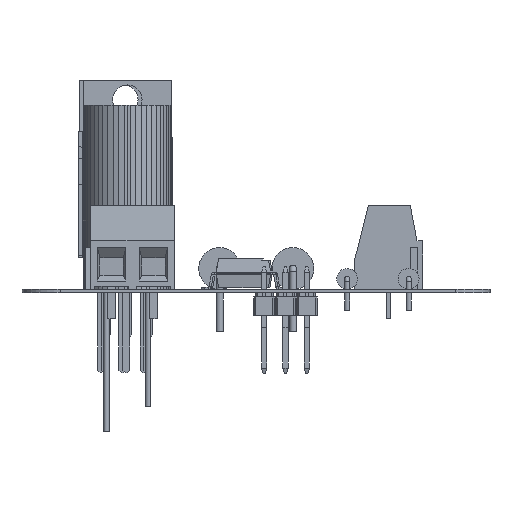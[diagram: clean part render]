
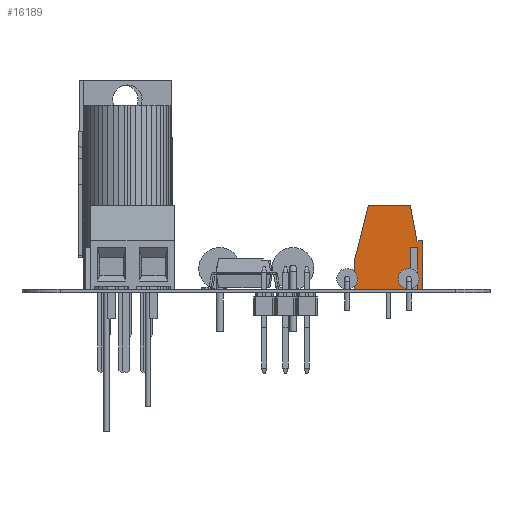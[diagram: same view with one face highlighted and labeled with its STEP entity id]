
A CAD part, left-side view. The second image highlights one B-rep face of the part: STEP entity #16189.
In plain terms, the highlighted planar face has unit normal (-1, 0, 0).
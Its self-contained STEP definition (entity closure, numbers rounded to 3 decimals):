
#16189 = ADVANCED_FACE('',(#16190),#16280,.F.);
#16190 = FACE_BOUND('',#16191,.F.);
#16191 = EDGE_LOOP('',(#16192,#16202,#16210,#16218,#16226,#16234,#16242,
    #16250,#16258,#16266,#16274));
#16192 = ORIENTED_EDGE('',*,*,#16193,.F.);
#16193 = EDGE_CURVE('',#16194,#16196,#16198,.T.);
#16194 = VERTEX_POINT('',#16195);
#16195 = CARTESIAN_POINT('',(-5.,0.,-1.3));
#16196 = VERTEX_POINT('',#16197);
#16197 = CARTESIAN_POINT('',(-5.,0.,-0.8));
#16198 = LINE('',#16199,#16200);
#16199 = CARTESIAN_POINT('',(-5.,0.,-1.3));
#16200 = VECTOR('',#16201,1.);
#16201 = DIRECTION('',(0.,0.,1.));
#16202 = ORIENTED_EDGE('',*,*,#16203,.F.);
#16203 = EDGE_CURVE('',#16204,#16194,#16206,.T.);
#16204 = VERTEX_POINT('',#16205);
#16205 = CARTESIAN_POINT('',(-5.,-5.,-1.3));
#16206 = LINE('',#16207,#16208);
#16207 = CARTESIAN_POINT('',(-5.,-5.,-1.3));
#16208 = VECTOR('',#16209,1.);
#16209 = DIRECTION('',(0.,1.,0.));
#16210 = ORIENTED_EDGE('',*,*,#16211,.T.);
#16211 = EDGE_CURVE('',#16204,#16212,#16214,.T.);
#16212 = VERTEX_POINT('',#16213);
#16213 = CARTESIAN_POINT('',(-5.,-5.,-8.2));
#16214 = LINE('',#16215,#16216);
#16215 = CARTESIAN_POINT('',(-5.,-5.,-1.3));
#16216 = VECTOR('',#16217,1.);
#16217 = DIRECTION('',(0.,0.,-1.));
#16218 = ORIENTED_EDGE('',*,*,#16219,.T.);
#16219 = EDGE_CURVE('',#16212,#16220,#16222,.T.);
#16220 = VERTEX_POINT('',#16221);
#16221 = CARTESIAN_POINT('',(-5.,-1.7,-8.2));
#16222 = LINE('',#16223,#16224);
#16223 = CARTESIAN_POINT('',(-5.,-5.,-8.2));
#16224 = VECTOR('',#16225,1.);
#16225 = DIRECTION('',(0.,1.,0.));
#16226 = ORIENTED_EDGE('',*,*,#16227,.T.);
#16227 = EDGE_CURVE('',#16220,#16228,#16230,.T.);
#16228 = VERTEX_POINT('',#16229);
#16229 = CARTESIAN_POINT('',(-5.,5.,-6.5));
#16230 = LINE('',#16231,#16232);
#16231 = CARTESIAN_POINT('',(-5.,-1.7,-8.2));
#16232 = VECTOR('',#16233,1.);
#16233 = DIRECTION('',(0.,0.969,0.246));
#16234 = ORIENTED_EDGE('',*,*,#16235,.T.);
#16235 = EDGE_CURVE('',#16228,#16236,#16238,.T.);
#16236 = VERTEX_POINT('',#16237);
#16237 = CARTESIAN_POINT('',(-5.,5.,-1.5));
#16238 = LINE('',#16239,#16240);
#16239 = CARTESIAN_POINT('',(-5.,5.,-6.5));
#16240 = VECTOR('',#16241,1.);
#16241 = DIRECTION('',(0.,0.,1.));
#16242 = ORIENTED_EDGE('',*,*,#16243,.T.);
#16243 = EDGE_CURVE('',#16236,#16244,#16246,.T.);
#16244 = VERTEX_POINT('',#16245);
#16245 = CARTESIAN_POINT('',(-5.,0.8,-0.7));
#16246 = LINE('',#16247,#16248);
#16247 = CARTESIAN_POINT('',(-5.,5.,-1.5));
#16248 = VECTOR('',#16249,1.);
#16249 = DIRECTION('',(0.,-0.982,0.187));
#16250 = ORIENTED_EDGE('',*,*,#16251,.T.);
#16251 = EDGE_CURVE('',#16244,#16252,#16254,.T.);
#16252 = VERTEX_POINT('',#16253);
#16253 = CARTESIAN_POINT('',(-5.,0.8,0.));
#16254 = LINE('',#16255,#16256);
#16255 = CARTESIAN_POINT('',(-5.,0.8,-0.7));
#16256 = VECTOR('',#16257,1.);
#16257 = DIRECTION('',(0.,0.,1.));
#16258 = ORIENTED_EDGE('',*,*,#16259,.T.);
#16259 = EDGE_CURVE('',#16252,#16260,#16262,.T.);
#16260 = VERTEX_POINT('',#16261);
#16261 = CARTESIAN_POINT('',(-5.,-5.,0.));
#16262 = LINE('',#16263,#16264);
#16263 = CARTESIAN_POINT('',(-5.,0.8,0.));
#16264 = VECTOR('',#16265,1.);
#16265 = DIRECTION('',(0.,-1.,0.));
#16266 = ORIENTED_EDGE('',*,*,#16267,.T.);
#16267 = EDGE_CURVE('',#16260,#16268,#16270,.T.);
#16268 = VERTEX_POINT('',#16269);
#16269 = CARTESIAN_POINT('',(-5.,-5.,-0.8));
#16270 = LINE('',#16271,#16272);
#16271 = CARTESIAN_POINT('',(-5.,-5.,0.));
#16272 = VECTOR('',#16273,1.);
#16273 = DIRECTION('',(0.,0.,-1.));
#16274 = ORIENTED_EDGE('',*,*,#16275,.T.);
#16275 = EDGE_CURVE('',#16268,#16196,#16276,.T.);
#16276 = LINE('',#16277,#16278);
#16277 = CARTESIAN_POINT('',(-5.,-5.,-0.8));
#16278 = VECTOR('',#16279,1.);
#16279 = DIRECTION('',(0.,1.,0.));
#16280 = PLANE('',#16281);
#16281 = AXIS2_PLACEMENT_3D('',#16282,#16283,#16284);
#16282 = CARTESIAN_POINT('',(-5.,0.,0.));
#16283 = DIRECTION('',(1.,0.,0.));
#16284 = DIRECTION('',(0.,0.,-1.));
